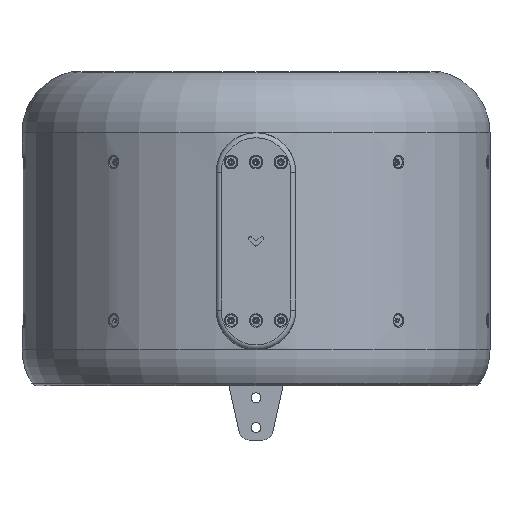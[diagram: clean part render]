
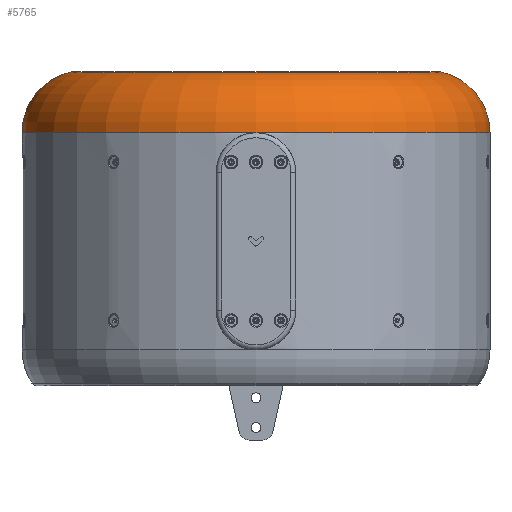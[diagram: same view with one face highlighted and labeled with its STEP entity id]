
A CAD part, front view. The second image highlights one B-rep face of the part: STEP entity #5765.
In plain terms, the highlighted toroidal (fillet/blend) face has major radius 172.594 mm and minor radius 62.406 mm.
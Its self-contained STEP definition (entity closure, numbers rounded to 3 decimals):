
#117 = AXIS2_PLACEMENT_3D ( 'NONE', #24138, #19553, #39550 ) ;
#425 = ORIENTED_EDGE ( 'NONE', *, *, #18251, .F. ) ;
#2727 = DIRECTION ( 'NONE',  ( 1., 0., 0. ) ) ;
#4335 = CARTESIAN_POINT ( 'NONE',  ( 0., -698.265, 219. ) ) ;
#5289 = CARTESIAN_POINT ( 'NONE',  ( -185.766, -698.265, 280. ) ) ;
#5331 = CIRCLE ( 'NONE', #6408, 62.406 ) ;
#5765 = ADVANCED_FACE ( 'NONE', ( #63756 ), #49209, .T. ) ;
#6408 = AXIS2_PLACEMENT_3D ( 'NONE', #12153, #32143, #52098 ) ;
#9331 = CARTESIAN_POINT ( 'NONE',  ( -235., -698.265, 219. ) ) ;
#10995 = VERTEX_POINT ( 'NONE', #61803 ) ;
#12153 = CARTESIAN_POINT ( 'NONE',  ( 172.594, -698.265, 219. ) ) ;
#12860 = EDGE_LOOP ( 'NONE', ( #31829, #23194, #54452, #58297, #425 ) ) ;
#13011 = VERTEX_POINT ( 'NONE', #20046 ) ;
#16387 = EDGE_CURVE ( 'NONE', #46328, #10995, #26543, .T. ) ;
#18251 = EDGE_CURVE ( 'NONE', #34676, #13011, #58251, .T. ) ;
#19553 = DIRECTION ( 'NONE',  ( 0., 0., 1. ) ) ;
#20046 = CARTESIAN_POINT ( 'NONE',  ( 185.766, -698.265, 280. ) ) ;
#21834 = CARTESIAN_POINT ( 'NONE',  ( 0., -698.265, 280. ) ) ;
#23194 = ORIENTED_EDGE ( 'NONE', *, *, #39333, .T. ) ;
#24138 = CARTESIAN_POINT ( 'NONE',  ( 0., -698.265, 219. ) ) ;
#26543 = CIRCLE ( 'NONE', #34918, 235. ) ;
#27280 = CARTESIAN_POINT ( 'NONE',  ( 0., -698.265, 219. ) ) ;
#29429 = DIRECTION ( 'NONE',  ( 0., 1., 0. ) ) ;
#29507 = CIRCLE ( 'NONE', #37867, 235. ) ;
#31829 = ORIENTED_EDGE ( 'NONE', *, *, #51709, .F. ) ;
#32075 = AXIS2_PLACEMENT_3D ( 'NONE', #21834, #41188, #61137 ) ;
#32143 = DIRECTION ( 'NONE',  ( 0., -1., 0. ) ) ;
#34676 = VERTEX_POINT ( 'NONE', #5289 ) ;
#34918 = AXIS2_PLACEMENT_3D ( 'NONE', #27280, #47572, #2727 ) ;
#37867 = AXIS2_PLACEMENT_3D ( 'NONE', #4335, #44272, #56972 ) ;
#38577 = AXIS2_PLACEMENT_3D ( 'NONE', #54287, #29429, #59536 ) ;
#39333 = EDGE_CURVE ( 'NONE', #63985, #46328, #29507, .T. ) ;
#39550 = DIRECTION ( 'NONE',  ( 1., 0., 0. ) ) ;
#41188 = DIRECTION ( 'NONE',  ( 0., 0., 1. ) ) ;
#44272 = DIRECTION ( 'NONE',  ( 0., 0., 1. ) ) ;
#46328 = VERTEX_POINT ( 'NONE', #55321 ) ;
#47572 = DIRECTION ( 'NONE',  ( 0., 0., 1. ) ) ;
#49209 = TOROIDAL_SURFACE ( 'NONE', #117, 172.594, 62.406 ) ;
#51709 = EDGE_CURVE ( 'NONE', #63985, #34676, #63660, .T. ) ;
#52098 = DIRECTION ( 'NONE',  ( 1., 0., 0. ) ) ;
#54287 = CARTESIAN_POINT ( 'NONE',  ( -172.594, -698.265, 219. ) ) ;
#54452 = ORIENTED_EDGE ( 'NONE', *, *, #16387, .T. ) ;
#55321 = CARTESIAN_POINT ( 'NONE',  ( 0., -933.265, 219. ) ) ;
#56972 = DIRECTION ( 'NONE',  ( 1., 0., 0. ) ) ;
#56998 = EDGE_CURVE ( 'NONE', #10995, #13011, #5331, .T. ) ;
#58251 = CIRCLE ( 'NONE', #32075, 185.766 ) ;
#58297 = ORIENTED_EDGE ( 'NONE', *, *, #56998, .T. ) ;
#59536 = DIRECTION ( 'NONE',  ( -1., 0., 0. ) ) ;
#61137 = DIRECTION ( 'NONE',  ( 1., 0., 0. ) ) ;
#61803 = CARTESIAN_POINT ( 'NONE',  ( 235., -698.265, 219. ) ) ;
#63660 = CIRCLE ( 'NONE', #38577, 62.406 ) ;
#63756 = FACE_OUTER_BOUND ( 'NONE', #12860, .T. ) ;
#63985 = VERTEX_POINT ( 'NONE', #9331 ) ;
